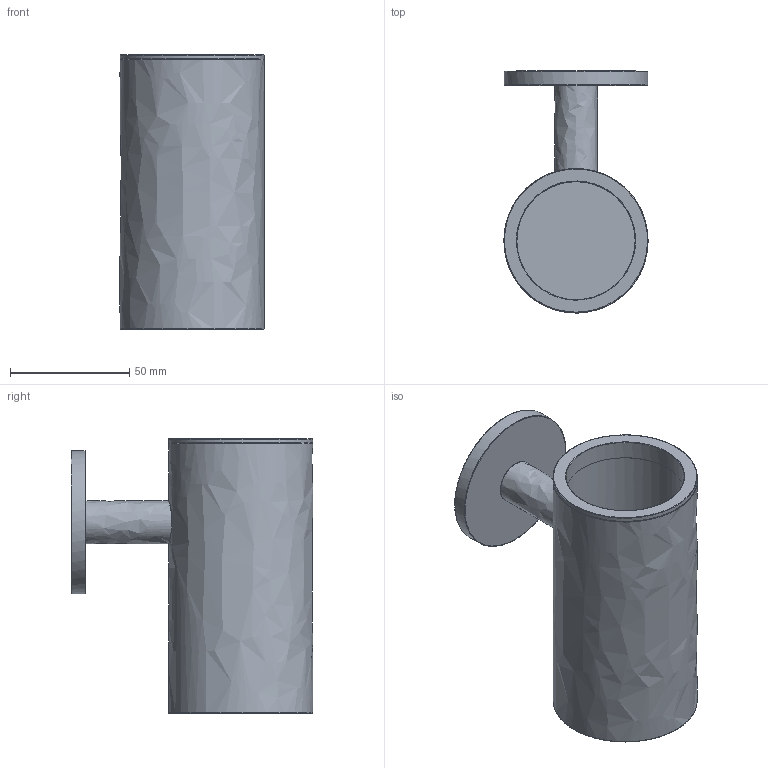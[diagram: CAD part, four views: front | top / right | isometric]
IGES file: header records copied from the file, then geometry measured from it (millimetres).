
Start section: C
Global section: file name: GTA01-00.igs; native system: By Siemens PLM Incorporated; preprocessor: XPlus GENERIC/IGES 27.1.215; author: Author; organization: Title; date: 20260219.104104; units: millimetre
Bounding box: 60.3 x 101.15 x 115 mm (x, y, z)
Volume: 116186.4 mm3; surface area: 101731.2 mm2
Topology: 8 solids, 8 shells, 126 faces, 287 edges, 185 vertices
Faces by surface type: bspline 126
